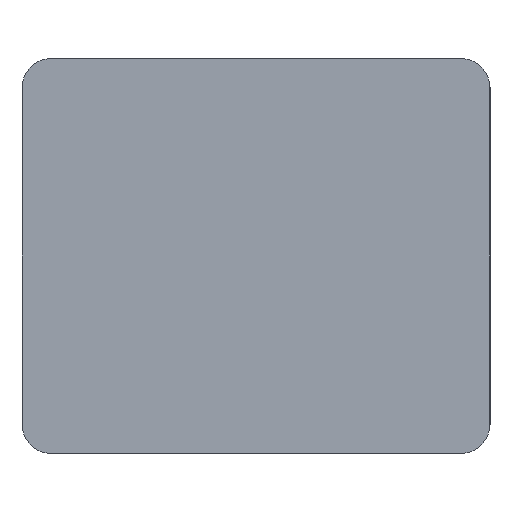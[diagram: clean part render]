
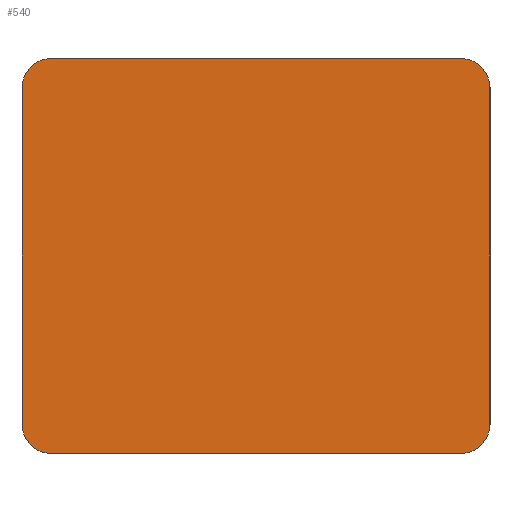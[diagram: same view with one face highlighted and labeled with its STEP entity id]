
A CAD part, left-side view. The second image highlights one B-rep face of the part: STEP entity #540.
In plain terms, the highlighted planar face has unit normal (-1, 0, 0).
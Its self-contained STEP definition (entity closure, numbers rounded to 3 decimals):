
#335=DIRECTION('',(0.,0.,1.));
#336=VECTOR('',#335,2.3);
#337=CARTESIAN_POINT('',(-2.25,0.,-1.15));
#338=LINE('',#337,#336);
#339=CARTESIAN_POINT('',(-2.25,3.,-1.15));
#340=DIRECTION('',(-1.,0.,0.));
#341=DIRECTION('',(0.,1.,0.));
#342=AXIS2_PLACEMENT_3D('',#339,#340,#341);
#344=CARTESIAN_POINT('',(-2.25,3.,1.15));
#345=DIRECTION('',(-1.,0.,0.));
#346=DIRECTION('',(0.,0.,1.));
#347=AXIS2_PLACEMENT_3D('',#344,#345,#346);
#349=CARTESIAN_POINT('',(-2.25,0.2,1.15));
#350=DIRECTION('',(-1.,0.,0.));
#351=DIRECTION('',(0.,-1.,0.));
#352=AXIS2_PLACEMENT_3D('',#349,#350,#351);
#354=CARTESIAN_POINT('',(-2.25,0.2,-1.15));
#355=DIRECTION('',(-1.,0.,0.));
#356=DIRECTION('',(0.,0.,-1.));
#357=AXIS2_PLACEMENT_3D('',#354,#355,#356);
#359=DIRECTION('',(0.,1.,0.));
#360=VECTOR('',#359,2.8);
#361=CARTESIAN_POINT('',(-2.25,0.2,-1.35));
#362=LINE('',#361,#360);
#367=DIRECTION('',(0.,0.,1.));
#368=VECTOR('',#367,2.3);
#369=CARTESIAN_POINT('',(-2.25,3.2,-1.15));
#370=LINE('',#369,#368);
#391=DIRECTION('',(0.,1.,0.));
#392=VECTOR('',#391,2.8);
#393=CARTESIAN_POINT('',(-2.25,0.2,1.35));
#394=LINE('',#393,#392);
#395=CARTESIAN_POINT('',(-2.25,3.2,1.15));
#397=VERTEX_POINT('',#395);
#399=CARTESIAN_POINT('',(-2.25,3.,1.35));
#401=VERTEX_POINT('',#399);
#404=CARTESIAN_POINT('',(-2.25,3.,-1.35));
#406=VERTEX_POINT('',#404);
#408=CARTESIAN_POINT('',(-2.25,3.2,-1.15));
#410=VERTEX_POINT('',#408);
#415=CARTESIAN_POINT('',(-2.25,0.,1.15));
#416=VERTEX_POINT('',#415);
#417=CARTESIAN_POINT('',(-2.25,0.2,1.35));
#418=VERTEX_POINT('',#417);
#423=CARTESIAN_POINT('',(-2.25,0.2,-1.35));
#424=VERTEX_POINT('',#423);
#425=CARTESIAN_POINT('',(-2.25,0.,-1.15));
#426=VERTEX_POINT('',#425);
#522=CARTESIAN_POINT('',(-2.25,0.,-1.35));
#523=DIRECTION('',(-1.,0.,0.));
#524=DIRECTION('',(0.,0.,1.));
#525=AXIS2_PLACEMENT_3D('',#522,#523,#524);
#526=PLANE('',#525);
#527=ORIENTED_EDGE('',*,*,#453,.F.);
#529=ORIENTED_EDGE('',*,*,#528,.T.);
#531=ORIENTED_EDGE('',*,*,#530,.F.);
#533=ORIENTED_EDGE('',*,*,#532,.F.);
#534=ORIENTED_EDGE('',*,*,#488,.F.);
#535=ORIENTED_EDGE('',*,*,#504,.F.);
#536=ORIENTED_EDGE('',*,*,#516,.F.);
#537=ORIENTED_EDGE('',*,*,#434,.T.);
#538=EDGE_LOOP('',(#527,#529,#531,#533,#534,#535,#536,#537));
#539=FACE_OUTER_BOUND('',#538,.F.);
#343=CIRCLE('',#342,0.2);
#348=CIRCLE('',#347,0.2);
#353=CIRCLE('',#352,0.2);
#358=CIRCLE('',#357,0.2);
#434=EDGE_CURVE('',#424,#406,#362,.T.);
#453=EDGE_CURVE('',#410,#406,#343,.T.);
#488=EDGE_CURVE('',#416,#418,#353,.T.);
#504=EDGE_CURVE('',#426,#416,#338,.T.);
#516=EDGE_CURVE('',#424,#426,#358,.T.);
#528=EDGE_CURVE('',#410,#397,#370,.T.);
#530=EDGE_CURVE('',#401,#397,#348,.T.);
#532=EDGE_CURVE('',#418,#401,#394,.T.);
#540=ADVANCED_FACE('',(#539),#526,.T.);
